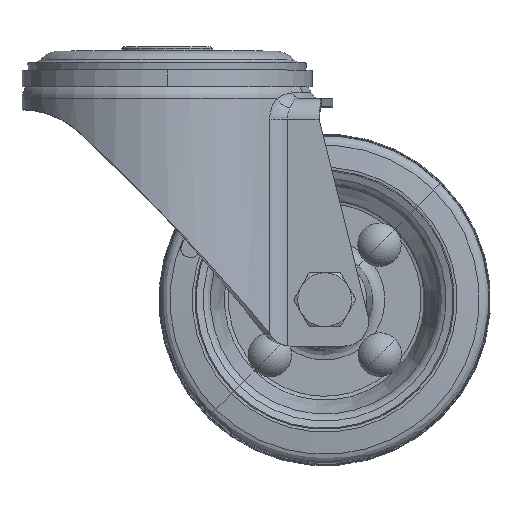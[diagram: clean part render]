
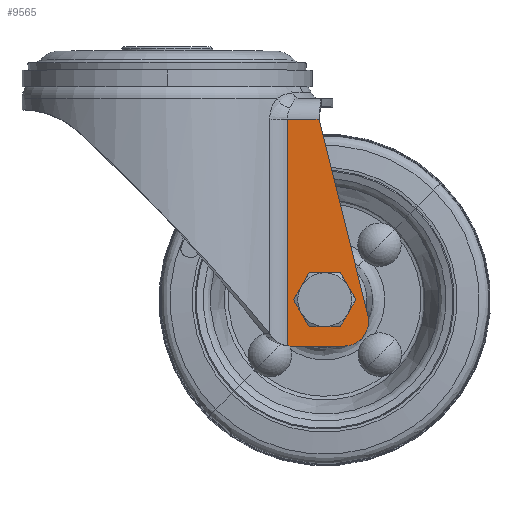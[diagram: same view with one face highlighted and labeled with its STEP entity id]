
A CAD part, top view. The second image highlights one B-rep face of the part: STEP entity #9565.
In plain terms, the highlighted planar face has unit normal (0, 0, 1).
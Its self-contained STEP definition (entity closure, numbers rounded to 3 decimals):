
#283 = AXIS2_PLACEMENT_3D ( 'NONE', #11329, #13321, #15004 ) ;
#303 = EDGE_CURVE ( 'NONE', #15525, #10936, #6353, .T. ) ;
#980 = B_SPLINE_CURVE_WITH_KNOTS ( 'NONE', 3,
 ( #19288, #22949, #6679, #3070 ),
 .UNSPECIFIED., .F., .F.,
 ( 4, 4 ),
 ( 0., 1. ),
 .UNSPECIFIED. ) ;
#1216 = B_SPLINE_CURVE_WITH_KNOTS ( 'NONE', 3,
 ( #13295, #22218, #20447, #20546 ),
 .UNSPECIFIED., .F., .F.,
 ( 4, 4 ),
 ( 0., 1. ),
 .UNSPECIFIED. ) ;
#1675 = CIRCLE ( 'NONE', #19556, 6. ) ;
#2624 = DIRECTION ( 'NONE',  ( 0., 0., 1. ) ) ;
#2784 = DIRECTION ( 'NONE',  ( 0., 0., 1. ) ) ;
#3070 = CARTESIAN_POINT ( 'NONE',  ( 36.638, -17.5, 23. ) ) ;
#3808 = LINE ( 'NONE', #10731, #11677 ) ;
#3974 = VERTEX_POINT ( 'NONE', #16520 ) ;
#4234 = EDGE_CURVE ( 'NONE', #10936, #15525, #6320, .T. ) ;
#4336 = VECTOR ( 'NONE', #15585, 1000. ) ;
#4681 = ORIENTED_EDGE ( 'NONE', *, *, #17842, .F. ) ;
#5136 = DIRECTION ( 'NONE',  ( 0., -1., 0. ) ) ;
#5297 = FACE_BOUND ( 'NONE', #9060, .T. ) ;
#6038 = ORIENTED_EDGE ( 'NONE', *, *, #17118, .F. ) ;
#6320 = CIRCLE ( 'NONE', #12398, 4.1 ) ;
#6353 = CIRCLE ( 'NONE', #22655, 4.1 ) ;
#6384 = CIRCLE ( 'NONE', #283, 6. ) ;
#6679 = CARTESIAN_POINT ( 'NONE',  ( 34.086, -17.5, 23. ) ) ;
#6989 = PLANE ( 'NONE',  #10624 ) ;
#7329 = CARTESIAN_POINT ( 'NONE',  ( 33.9, -61., 23. ) ) ;
#7736 = CARTESIAN_POINT ( 'NONE',  ( 30., -72.2, 23. ) ) ;
#7936 = CARTESIAN_POINT ( 'NONE',  ( 30., -66.2, 23. ) ) ;
#9060 = EDGE_LOOP ( 'NONE', ( #20642, #20743 ) ) ;
#9135 = ORIENTED_EDGE ( 'NONE', *, *, #13727, .F. ) ;
#9471 = CARTESIAN_POINT ( 'NONE',  ( 28.983, -72.113, 23. ) ) ;
#9565 = ADVANCED_FACE ( 'NONE', ( #5297, #16487 ), #6989, .T. ) ;
#10624 = AXIS2_PLACEMENT_3D ( 'NONE', #23205, #12165, #12401 ) ;
#10731 = CARTESIAN_POINT ( 'NONE',  ( 42.597, -72.2, 23. ) ) ;
#10936 = VERTEX_POINT ( 'NONE', #14988 ) ;
#11071 = CARTESIAN_POINT ( 'NONE',  ( 36.638, -17.5, 23. ) ) ;
#11329 = CARTESIAN_POINT ( 'NONE',  ( 42.597, -66.2, 23. ) ) ;
#11677 = VECTOR ( 'NONE', #21672, 1000. ) ;
#11891 = EDGE_CURVE ( 'NONE', #13715, #13388, #1675, .T. ) ;
#12091 = VERTEX_POINT ( 'NONE', #22464 ) ;
#12165 = DIRECTION ( 'NONE',  ( 0., 0., 1. ) ) ;
#12398 = AXIS2_PLACEMENT_3D ( 'NONE', #15050, #2624, #17044 ) ;
#12401 = DIRECTION ( 'NONE',  ( 1., 0., 0. ) ) ;
#13203 = VERTEX_POINT ( 'NONE', #17881 ) ;
#13295 = CARTESIAN_POINT ( 'NONE',  ( 28.983, -72.113, 23. ) ) ;
#13321 = DIRECTION ( 'NONE',  ( 0., 0., -1. ) ) ;
#13388 = VERTEX_POINT ( 'NONE', #9471 ) ;
#13470 = EDGE_CURVE ( 'NONE', #3974, #14254, #980, .T. ) ;
#13715 = VERTEX_POINT ( 'NONE', #7736 ) ;
#13727 = EDGE_CURVE ( 'NONE', #13388, #3974, #1216, .T. ) ;
#13893 = LINE ( 'NONE', #21160, #4336 ) ;
#14254 = VERTEX_POINT ( 'NONE', #11071 ) ;
#14988 = CARTESIAN_POINT ( 'NONE',  ( 42.1, -61., 23. ) ) ;
#15004 = DIRECTION ( 'NONE',  ( 0.97, 0.242, 0. ) ) ;
#15050 = CARTESIAN_POINT ( 'NONE',  ( 38., -61., 23. ) ) ;
#15472 = ORIENTED_EDGE ( 'NONE', *, *, #13470, .F. ) ;
#15525 = VERTEX_POINT ( 'NONE', #7329 ) ;
#15585 = DIRECTION ( 'NONE',  ( 0.242, -0.97, 0. ) ) ;
#16487 = FACE_OUTER_BOUND ( 'NONE', #16726, .T. ) ;
#16520 = CARTESIAN_POINT ( 'NONE',  ( 28.983, -17.5, 23. ) ) ;
#16726 = EDGE_LOOP ( 'NONE', ( #20809, #6038, #4681, #15472, #9135, #19958 ) ) ;
#17044 = DIRECTION ( 'NONE',  ( 1., 0., 0. ) ) ;
#17057 = EDGE_CURVE ( 'NONE', #13203, #13715, #3808, .T. ) ;
#17118 = EDGE_CURVE ( 'NONE', #12091, #13203, #6384, .T. ) ;
#17318 = DIRECTION ( 'NONE',  ( -1., 0., 0. ) ) ;
#17842 = EDGE_CURVE ( 'NONE', #14254, #12091, #13893, .T. ) ;
#17881 = CARTESIAN_POINT ( 'NONE',  ( 42.597, -72.2, 23. ) ) ;
#19288 = CARTESIAN_POINT ( 'NONE',  ( 28.983, -17.5, 23. ) ) ;
#19556 = AXIS2_PLACEMENT_3D ( 'NONE', #7936, #23198, #5136 ) ;
#19958 = ORIENTED_EDGE ( 'NONE', *, *, #11891, .F. ) ;
#20447 = CARTESIAN_POINT ( 'NONE',  ( 28.983, -35.704, 23. ) ) ;
#20546 = CARTESIAN_POINT ( 'NONE',  ( 28.983, -17.5, 23. ) ) ;
#20642 = ORIENTED_EDGE ( 'NONE', *, *, #4234, .F. ) ;
#20743 = ORIENTED_EDGE ( 'NONE', *, *, #303, .F. ) ;
#20809 = ORIENTED_EDGE ( 'NONE', *, *, #17057, .F. ) ;
#21125 = CARTESIAN_POINT ( 'NONE',  ( 38., -61., 23. ) ) ;
#21160 = CARTESIAN_POINT ( 'NONE',  ( 36.638, -17.5, 23. ) ) ;
#21672 = DIRECTION ( 'NONE',  ( -1., 0., 0. ) ) ;
#22218 = CARTESIAN_POINT ( 'NONE',  ( 28.983, -53.909, 23. ) ) ;
#22464 = CARTESIAN_POINT ( 'NONE',  ( 48.419, -64.748, 23. ) ) ;
#22655 = AXIS2_PLACEMENT_3D ( 'NONE', #21125, #2784, #17318 ) ;
#22949 = CARTESIAN_POINT ( 'NONE',  ( 31.534, -17.5, 23. ) ) ;
#23198 = DIRECTION ( 'NONE',  ( 0., 0., -1. ) ) ;
#23205 = CARTESIAN_POINT ( 'NONE',  ( 114., -12.5, 23. ) ) ;
